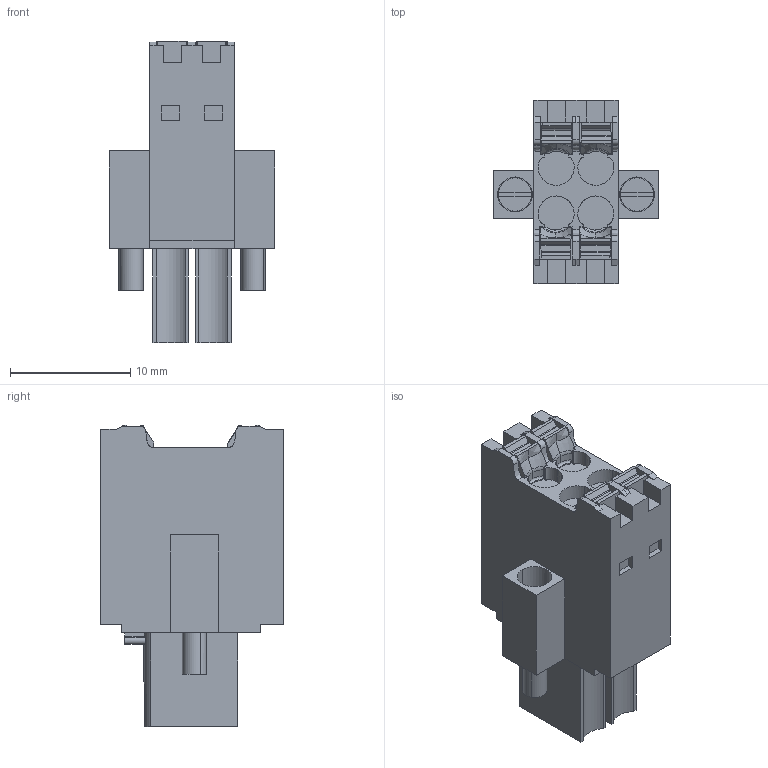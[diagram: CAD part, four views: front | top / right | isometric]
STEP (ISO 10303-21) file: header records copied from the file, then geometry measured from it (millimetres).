
FILE_DESCRIPTION(('CATIA V5 STEP','CAx-IF Rec.Pracs.--- Model Styling and Organization---1.4--- 2014-01-23'),'2;1');
FILE_NAME ('D1450470_1', '2023-08-22T06:46:37+00:00', ('none'), ('Weidmueller'), 'CATIA Version 5-6 Release 2016 SP3 HF44', 'CATIA V5 STEP AP214', 'none');
FILE_SCHEMA(('AUTOMOTIVE_DESIGN { 1 0 10303 214 1 1 1 1 }'));
Length unit declared in the file: millimetre
Products named in the file (1): 1277860000
Bounding box: 13.75 x 15.2 x 25.05 mm (x, y, z)
Volume: 2145.5 mm3; surface area: 2069.3 mm2
Topology: 7 solids, 7 shells, 340 faces, 955 edges, 643 vertices
Faces by surface type: plane 224, cylinder 54, extrusion 23, torus 23, cone 8, bspline 8
Entity records: 11810 total; most frequent: CARTESIAN_POINT 3530, ORIENTED_EDGE 1910, DIRECTION 1326, EDGE_CURVE 955, VECTOR 686, LINE 663, VERTEX_POINT 643, AXIS2_PLACEMENT_3D 379
